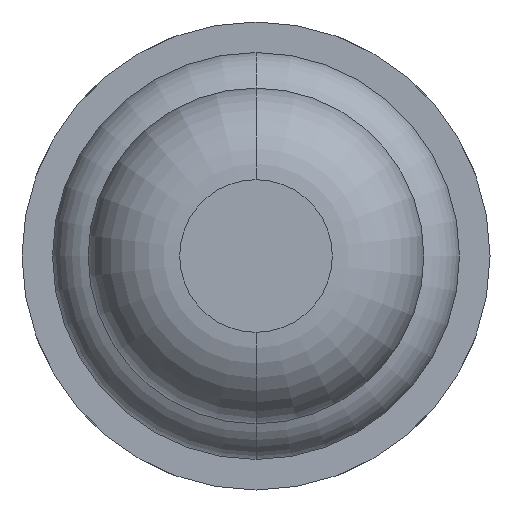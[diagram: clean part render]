
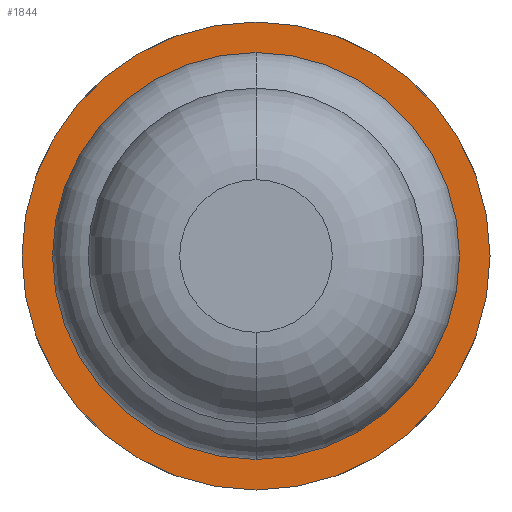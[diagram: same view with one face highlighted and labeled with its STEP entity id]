
A CAD part, front view. The second image highlights one B-rep face of the part: STEP entity #1844.
In plain terms, the highlighted planar face has unit normal (0, -1, 0).
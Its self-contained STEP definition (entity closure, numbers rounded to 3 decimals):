
#16 = DIRECTION ( 'NONE',  ( 0., 0., 1. ) ) ;
#145 = CIRCLE ( 'NONE', #2917, 1.15 ) ;
#219 = DIRECTION ( 'NONE',  ( 0., 0., 1. ) ) ;
#330 = CARTESIAN_POINT ( 'NONE',  ( 0., 5., 0. ) ) ;
#411 = CARTESIAN_POINT ( 'NONE',  ( 0., 5., 0. ) ) ;
#444 = EDGE_CURVE ( 'Defeature ausgef�hrt1_28+Defeature ausgef�hrt1_10+Defeature ausgef�hrt1_10+Defeature ausgef�hrt1_10', #1517, #3941, #2603, .T. ) ;
#478 = ORIENTED_EDGE ( 'NONE', *, *, #3637, .F. ) ;
#581 = CIRCLE ( 'NONE', #820, 0.64 ) ;
#609 = DIRECTION ( 'NONE',  ( 0., 1., 0. ) ) ;
#632 = EDGE_CURVE ( 'Defeature ausgef�hrt1_27+Defeature ausgef�hrt1_28+Defeature ausgef�hrt1_28+Defeature ausgef�hrt1_28', #2900, #782, #1362, .T. ) ;
#782 = VERTEX_POINT ( 'NONE', #2668 ) ;
#820 = AXIS2_PLACEMENT_3D ( 'NONE', #2107, #609, #1006 ) ;
#932 = DIRECTION ( 'NONE',  ( 0., 1., 0. ) ) ;
#948 = DIRECTION ( 'NONE',  ( 0., 1., 0. ) ) ;
#1006 = DIRECTION ( 'NONE',  ( 0., 0., 1. ) ) ;
#1050 = ORIENTED_EDGE ( 'NONE', *, *, #4088, .T. ) ;
#1212 = ORIENTED_EDGE ( 'NONE', *, *, #444, .T. ) ;
#1305 = CARTESIAN_POINT ( 'NONE',  ( 0., 5., -1.15 ) ) ;
#1362 = CIRCLE ( 'NONE', #3231, 1.15 ) ;
#1517 = VERTEX_POINT ( 'NONE', #3297 ) ;
#1676 = DIRECTION ( 'NONE',  ( 0., 0., 1. ) ) ;
#1805 = DIRECTION ( 'NONE',  ( 0., 0., 1. ) ) ;
#1844 = ADVANCED_FACE ( 'Defeature ausgef�hrt1_28', ( #2310, #2762 ), #4346, .F. ) ;
#1897 = EDGE_LOOP ( 'NONE', ( #1212, #1050 ) ) ;
#2107 = CARTESIAN_POINT ( 'NONE',  ( 0., 5., 0. ) ) ;
#2266 = DIRECTION ( 'NONE',  ( 0., 1., 0. ) ) ;
#2310 = FACE_OUTER_BOUND ( 'NONE', #4721, .T. ) ;
#2603 = CIRCLE ( 'NONE', #3058, 0.64 ) ;
#2668 = CARTESIAN_POINT ( 'NONE',  ( 0., 5., 1.15 ) ) ;
#2759 = ORIENTED_EDGE ( 'NONE', *, *, #632, .F. ) ;
#2762 = FACE_BOUND ( 'NONE', #1897, .T. ) ;
#2795 = CARTESIAN_POINT ( 'NONE',  ( 0., 5., 0. ) ) ;
#2900 = VERTEX_POINT ( 'NONE', #1305 ) ;
#2917 = AXIS2_PLACEMENT_3D ( 'NONE', #411, #2266, #16 ) ;
#2929 = AXIS2_PLACEMENT_3D ( 'NONE', #3200, #948, #1676 ) ;
#3058 = AXIS2_PLACEMENT_3D ( 'NONE', #2795, #932, #219 ) ;
#3200 = CARTESIAN_POINT ( 'NONE',  ( 0., 5., 0. ) ) ;
#3231 = AXIS2_PLACEMENT_3D ( 'NONE', #330, #4817, #1805 ) ;
#3297 = CARTESIAN_POINT ( 'NONE',  ( 0., 5., 0.64 ) ) ;
#3637 = EDGE_CURVE ( 'Defeature ausgef�hrt1_27+Defeature ausgef�hrt1_28+Defeature ausgef�hrt1_28+Defeature ausgef�hrt1_28', #782, #2900, #145, .T. ) ;
#3928 = CARTESIAN_POINT ( 'NONE',  ( 0., 5., -0.64 ) ) ;
#3941 = VERTEX_POINT ( 'NONE', #3928 ) ;
#4088 = EDGE_CURVE ( 'Defeature ausgef�hrt1_28+Defeature ausgef�hrt1_10+Defeature ausgef�hrt1_10+Defeature ausgef�hrt1_10', #3941, #1517, #581, .T. ) ;
#4346 = PLANE ( 'NONE',  #2929 ) ;
#4721 = EDGE_LOOP ( 'NONE', ( #2759, #478 ) ) ;
#4817 = DIRECTION ( 'NONE',  ( 0., 1., 0. ) ) ;
